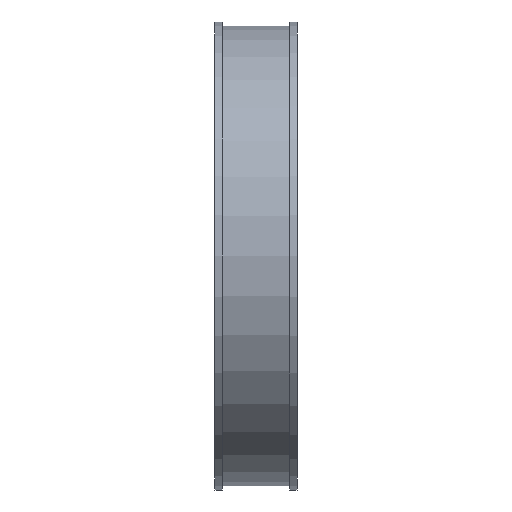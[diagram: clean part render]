
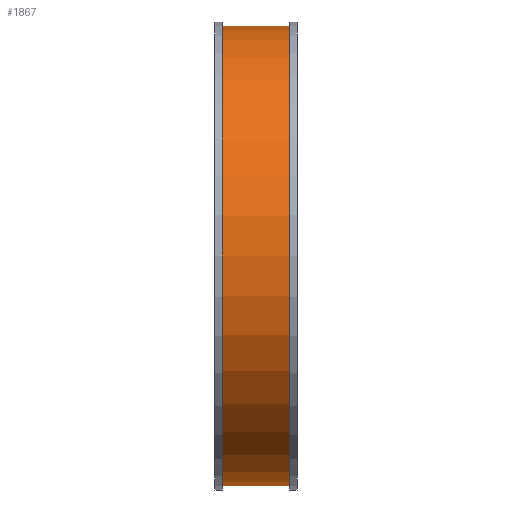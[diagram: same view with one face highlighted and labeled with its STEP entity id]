
A CAD part, left-side view. The second image highlights one B-rep face of the part: STEP entity #1867.
In plain terms, the highlighted cylindrical face has radius 71.12 mm (diameter 142.24 mm), a partial arc.
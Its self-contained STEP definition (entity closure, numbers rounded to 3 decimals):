
#316 = VECTOR ( 'NONE', #567, 1000. ) ;
#396 = CARTESIAN_POINT ( 'NONE',  ( 0., 0., 0. ) ) ;
#413 = DIRECTION ( 'NONE',  ( 0., 0., 1. ) ) ;
#483 = ORIENTED_EDGE ( 'NONE', *, *, #3165, .T. ) ;
#496 = EDGE_CURVE ( 'NONE', #4414, #1822, #1631, .T. ) ;
#567 = DIRECTION ( 'NONE',  ( 0., 1., 0. ) ) ;
#758 = CARTESIAN_POINT ( 'NONE',  ( 0., 10.414, -71.12 ) ) ;
#875 = ORIENTED_EDGE ( 'NONE', *, *, #4655, .T. ) ;
#1010 = CARTESIAN_POINT ( 'NONE',  ( 0., -10.414, 0. ) ) ;
#1064 = EDGE_LOOP ( 'NONE', ( #2308, #483, #875, #3738 ) ) ;
#1204 = FACE_OUTER_BOUND ( 'NONE', #1064, .T. ) ;
#1382 = DIRECTION ( 'NONE',  ( 0., 0., 1. ) ) ;
#1429 = EDGE_CURVE ( 'NONE', #4405, #1822, #2555, .T. ) ;
#1631 = LINE ( 'NONE', #2291, #316 ) ;
#1722 = CARTESIAN_POINT ( 'NONE',  ( 0., 10.414, 71.12 ) ) ;
#1822 = VERTEX_POINT ( 'NONE', #758 ) ;
#1867 = ADVANCED_FACE ( 'NONE', ( #1204 ), #3123, .T. ) ;
#2063 = CARTESIAN_POINT ( 'NONE',  ( 0., -10.414, -71.12 ) ) ;
#2089 = CARTESIAN_POINT ( 'NONE',  ( 0., 10.414, 0. ) ) ;
#2112 = CARTESIAN_POINT ( 'NONE',  ( 0., -10.414, 71.12 ) ) ;
#2193 = VECTOR ( 'NONE', #2268, 1000. ) ;
#2268 = DIRECTION ( 'NONE',  ( 0., 1., 0. ) ) ;
#2291 = CARTESIAN_POINT ( 'NONE',  ( 0., 0., -71.12 ) ) ;
#2308 = ORIENTED_EDGE ( 'NONE', *, *, #496, .F. ) ;
#2463 = DIRECTION ( 'NONE',  ( 0., 0., 1. ) ) ;
#2480 = CIRCLE ( 'NONE', #3431, 71.12 ) ;
#2555 = CIRCLE ( 'NONE', #4756, 71.12 ) ;
#2895 = LINE ( 'NONE', #3032, #2193 ) ;
#3032 = CARTESIAN_POINT ( 'NONE',  ( 0., 0., 71.12 ) ) ;
#3123 = CYLINDRICAL_SURFACE ( 'NONE', #3482, 71.12 ) ;
#3165 = EDGE_CURVE ( 'NONE', #4414, #4341, #2480, .T. ) ;
#3326 = DIRECTION ( 'NONE',  ( 0., 1., 0. ) ) ;
#3431 = AXIS2_PLACEMENT_3D ( 'NONE', #1010, #4000, #1382 ) ;
#3482 = AXIS2_PLACEMENT_3D ( 'NONE', #396, #3326, #413 ) ;
#3738 = ORIENTED_EDGE ( 'NONE', *, *, #1429, .T. ) ;
#4000 = DIRECTION ( 'NONE',  ( 0., 1., 0. ) ) ;
#4341 = VERTEX_POINT ( 'NONE', #2112 ) ;
#4362 = DIRECTION ( 'NONE',  ( 0., -1., 0. ) ) ;
#4405 = VERTEX_POINT ( 'NONE', #1722 ) ;
#4414 = VERTEX_POINT ( 'NONE', #2063 ) ;
#4655 = EDGE_CURVE ( 'NONE', #4341, #4405, #2895, .T. ) ;
#4756 = AXIS2_PLACEMENT_3D ( 'NONE', #2089, #4362, #2463 ) ;
